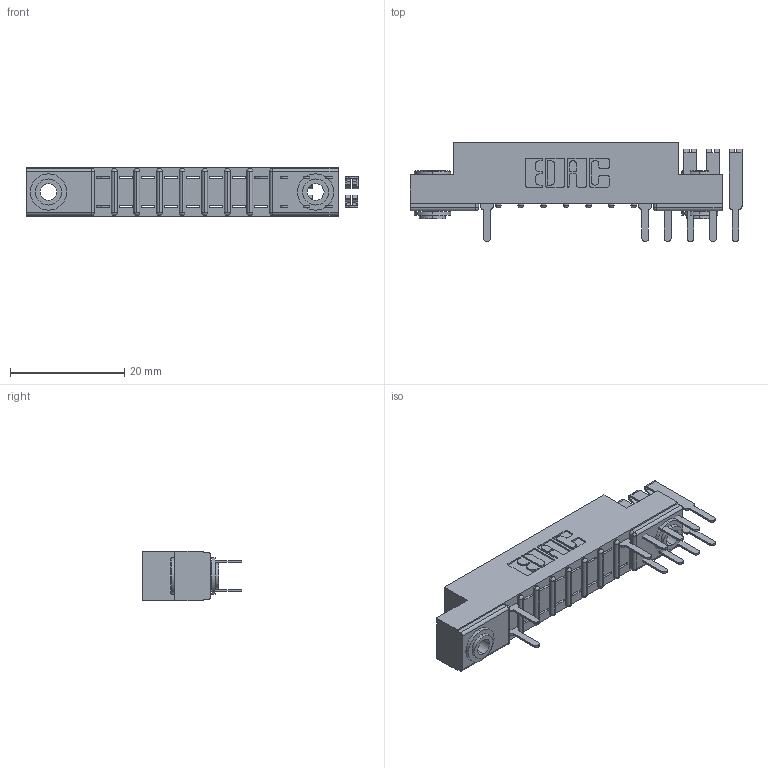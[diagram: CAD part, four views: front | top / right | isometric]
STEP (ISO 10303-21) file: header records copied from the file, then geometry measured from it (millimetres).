
FILE_DESCRIPTION (( 'STEP AP203' ), '1' );
FILE_NAME ('357-024-520-203.STEP', '2018-08-09T00:52:09', ( '' ), ( '' ), 'SwSTEP 2.0', 'SolidWorks 2016', '' );
FILE_SCHEMA (( 'CONFIG_CONTROL_DESIGN' ));
Length unit declared in the file: inch
Products named in the file (4): 307 Part_.156 Dia Mounting Holes; 307-290-001_520; 345-250-002_345-250-002-102; 357-024-520-203
Assembly tree (14 placements, depth 2):
  357-024-520-203
    307 Part_.156 Dia Mounting Holes
    307-290-001_520  x11
    345-250-002_345-250-002-102  x2
Bounding box: 58.2 x 17.42 x 8.71 mm (x, y, z)
Volume: 3524.9 mm3; surface area: 5391 mm2
Topology: 14 solids, 14 shells, 735 faces, 2025 edges, 1306 vertices
Faces by surface type: plane 465, cylinder 244, sphere 18, cone 8
Entity records: 12179 total; most frequent: CARTESIAN_POINT 2004, DIRECTION 1987, ORIENTED_EDGE 1978, EDGE_CURVE 989, VECTOR 737, LINE 737, VERTEX_POINT 642, AXIS2_PLACEMENT_3D 625
